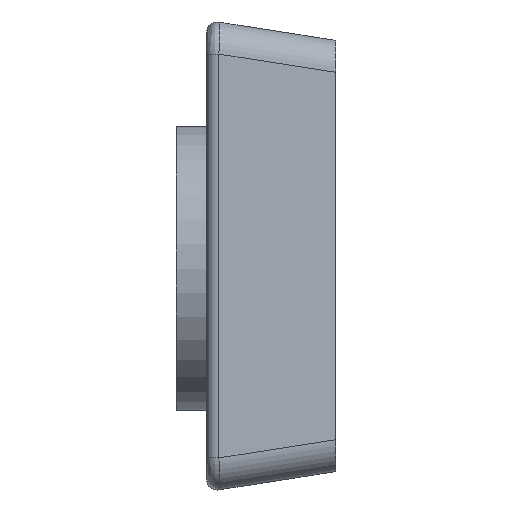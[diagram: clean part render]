
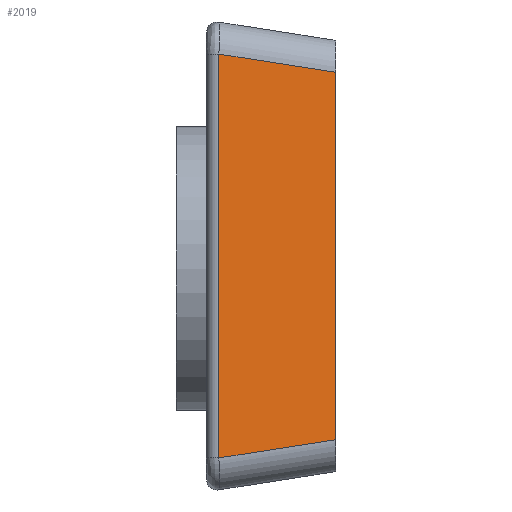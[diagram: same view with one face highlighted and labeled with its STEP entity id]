
A CAD part, left-side view. The second image highlights one B-rep face of the part: STEP entity #2019.
In plain terms, the highlighted planar face has unit normal (-0.988, -0.154, 0).
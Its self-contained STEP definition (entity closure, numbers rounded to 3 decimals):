
#143=LINE('',#3342,#246);
#148=LINE('',#3471,#251);
#149=LINE('',#3504,#252);
#151=LINE('',#3507,#254);
#246=VECTOR('',#2671,10.);
#251=VECTOR('',#2720,10.);
#252=VECTOR('',#2725,10.);
#254=VECTOR('',#2729,10.);
#443=FACE_OUTER_BOUND('',#574,.T.);
#574=EDGE_LOOP('',(#1558,#1559,#1560,#1561));
#890=VERTEX_POINT('',#3328);
#896=VERTEX_POINT('',#3340);
#907=VERTEX_POINT('',#3465);
#908=VERTEX_POINT('',#3469);
#1126=EDGE_CURVE('',#890,#896,#143,.T.);
#1147=EDGE_CURVE('',#908,#907,#148,.T.);
#1149=EDGE_CURVE('',#907,#896,#149,.T.);
#1151=EDGE_CURVE('',#890,#908,#151,.T.);
#1558=ORIENTED_EDGE('',*,*,#1147,.F.);
#1559=ORIENTED_EDGE('',*,*,#1151,.F.);
#1560=ORIENTED_EDGE('',*,*,#1126,.T.);
#1561=ORIENTED_EDGE('',*,*,#1149,.F.);
#1950=PLANE('',#2256);
#2019=ADVANCED_FACE('',(#443),#1950,.T.);
#2256=AXIS2_PLACEMENT_3D('',#3506,#2727,#2728);
#2671=DIRECTION('',(0.,0.,1.));
#2720=DIRECTION('',(0.,0.,1.));
#2725=DIRECTION('',(0.152,-0.977,-0.152));
#2727=DIRECTION('center_axis',(-0.988,-0.154,0.));
#2728=DIRECTION('ref_axis',(0.,0.,1.));
#2729=DIRECTION('',(-0.152,0.977,-0.152));
#3328=CARTESIAN_POINT('',(-20.,0.,-17.049));
#3340=CARTESIAN_POINT('',(-20.,0.,17.049));
#3342=CARTESIAN_POINT('',(-20.,0.,10.943));
#3465=CARTESIAN_POINT('',(-21.692,10.846,18.741));
#3469=CARTESIAN_POINT('',(-21.692,10.846,-18.741));
#3471=CARTESIAN_POINT('',(-21.692,10.846,5.471));
#3504=CARTESIAN_POINT('',(-20.519,3.326,17.568));
#3506=CARTESIAN_POINT('Origin',(-20.936,6.,10.943));
#3507=CARTESIAN_POINT('',(-20.519,3.325,-17.568));
